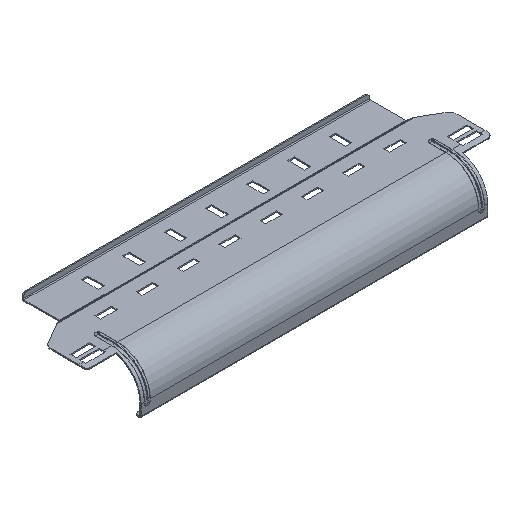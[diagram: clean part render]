
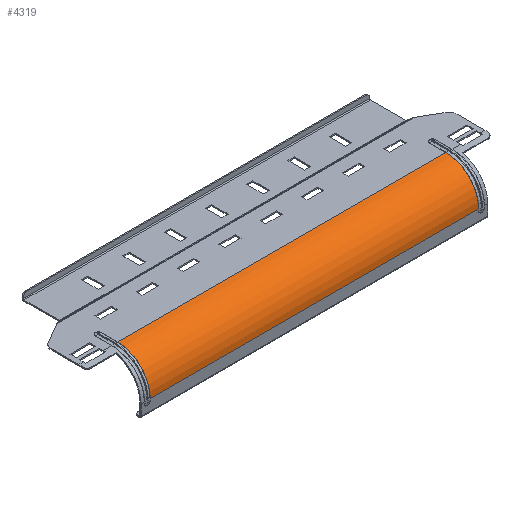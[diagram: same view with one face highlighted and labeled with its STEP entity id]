
A CAD part, isometric view. The second image highlights one B-rep face of the part: STEP entity #4319.
In plain terms, the highlighted cylindrical face has radius 39.4 mm (diameter 78.8 mm), a partial arc.
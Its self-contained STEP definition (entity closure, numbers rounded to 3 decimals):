
#373=FACE_OUTER_BOUND('',#637,.T.);
#637=EDGE_LOOP('',(#3387,#3388,#3389,#3390));
#973=LINE('',#6846,#1429);
#983=LINE('',#6911,#1439);
#1429=VECTOR('',#5467,10.);
#1439=VECTOR('',#5533,10.);
#1837=CIRCLE('',#4681,39.4);
#1862=CIRCLE('',#4721,39.4);
#2061=VERTEX_POINT('',#6801);
#2062=VERTEX_POINT('',#6805);
#2075=VERTEX_POINT('',#6844);
#2085=VERTEX_POINT('',#6879);
#2527=EDGE_CURVE('',#2062,#2061,#1837,.T.);
#2547=EDGE_CURVE('',#2075,#2062,#973,.T.);
#2573=EDGE_CURVE('',#2085,#2075,#1862,.T.);
#2575=EDGE_CURVE('',#2061,#2085,#983,.T.);
#3387=ORIENTED_EDGE('',*,*,#2527,.F.);
#3388=ORIENTED_EDGE('',*,*,#2547,.F.);
#3389=ORIENTED_EDGE('',*,*,#2573,.F.);
#3390=ORIENTED_EDGE('',*,*,#2575,.F.);
#4200=CYLINDRICAL_SURFACE('',#4723,39.4);
#4319=ADVANCED_FACE('',(#373),#4200,.T.);
#4681=AXIS2_PLACEMENT_3D('',#6807,#5426,#5427);
#4721=AXIS2_PLACEMENT_3D('',#6907,#5526,#5527);
#4723=AXIS2_PLACEMENT_3D('',#6910,#5531,#5532);
#5426=DIRECTION('center_axis',(-1.,0.,0.));
#5427=DIRECTION('ref_axis',(0.,-0.707,0.707));
#5467=DIRECTION('',(-1.,0.,0.));
#5526=DIRECTION('center_axis',(1.,0.,0.));
#5527=DIRECTION('ref_axis',(0.,-0.707,0.707));
#5531=DIRECTION('center_axis',(1.,0.,0.));
#5532=DIRECTION('ref_axis',(0.,0.,1.));
#5533=DIRECTION('',(1.,0.,0.));
#6801=CARTESIAN_POINT('',(-198.876,81.5,1.4));
#6805=CARTESIAN_POINT('',(-198.876,42.1,-38.));
#6807=CARTESIAN_POINT('Origin',(-198.876,81.5,-38.));
#6844=CARTESIAN_POINT('',(198.876,42.1,-38.));
#6846=CARTESIAN_POINT('',(105.,42.1,-38.));
#6879=CARTESIAN_POINT('',(198.876,81.5,1.4));
#6907=CARTESIAN_POINT('Origin',(198.876,81.5,-38.));
#6910=CARTESIAN_POINT('Origin',(0.,81.5,-38.));
#6911=CARTESIAN_POINT('',(-108.25,81.5,1.4));
